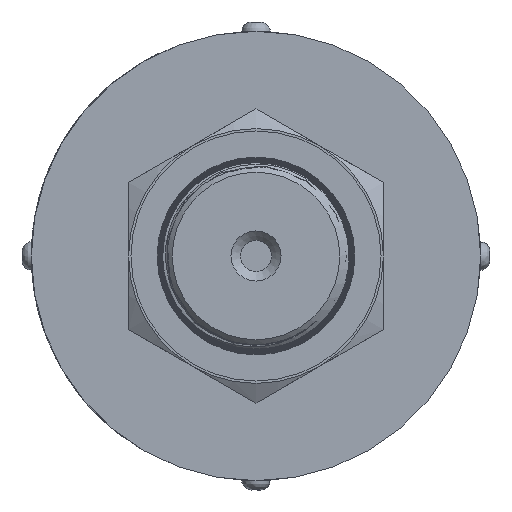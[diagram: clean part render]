
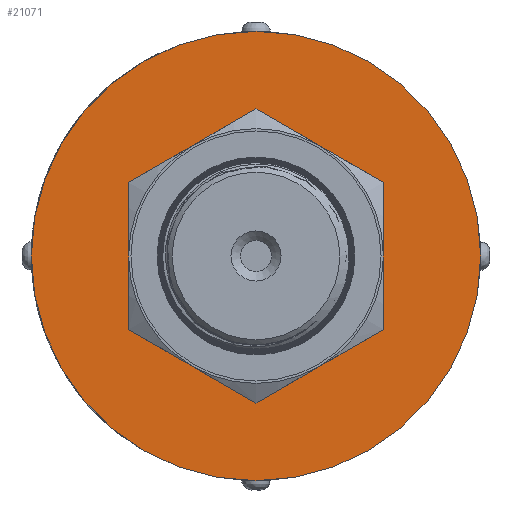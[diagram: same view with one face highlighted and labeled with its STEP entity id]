
A CAD part, left-side view. The second image highlights one B-rep face of the part: STEP entity #21071.
In plain terms, the highlighted face is planar.
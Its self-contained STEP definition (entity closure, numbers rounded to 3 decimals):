
#381=FACE_BOUND('',#2791,.T.);
#1053=PLANE('',#22457);
#1556=FACE_OUTER_BOUND('',#2790,.T.);
#2790=EDGE_LOOP('',(#14954));
#2791=EDGE_LOOP('',(#14955));
#4038=CIRCLE('',#22456,13.25);
#4039=CIRCLE('',#22458,23.813);
#8950=VERTEX_POINT('',#36701);
#8951=VERTEX_POINT('',#36705);
#11278=EDGE_CURVE('',#8950,#8950,#4038,.T.);
#11279=EDGE_CURVE('',#8951,#8951,#4039,.T.);
#14954=ORIENTED_EDGE('',*,*,#11279,.F.);
#14955=ORIENTED_EDGE('',*,*,#11278,.T.);
#21071=ADVANCED_FACE('',(#1556,#381),#1053,.T.);
#22456=AXIS2_PLACEMENT_3D('',#36703,#23925,#23926);
#22457=AXIS2_PLACEMENT_3D('',#36704,#23927,#23928);
#22458=AXIS2_PLACEMENT_3D('',#36706,#23929,#23930);
#23925=DIRECTION('center_axis',(-1.,0.,0.));
#23926=DIRECTION('ref_axis',(0.,0.,
1.));
#23927=DIRECTION('center_axis',(1.,0.,0.));
#23928=DIRECTION('ref_axis',(0.,0.,
-1.));
#23929=DIRECTION('center_axis',(-1.,0.,0.));
#23930=DIRECTION('ref_axis',(0.,0.,
1.));
#36701=CARTESIAN_POINT('',(34.,-13.25,0.));
#36703=CARTESIAN_POINT('Origin',(34.,0.,0.));
#36704=CARTESIAN_POINT('Origin',(34.,23.813,0.));
#36705=CARTESIAN_POINT('',(34.,-23.813,0.));
#36706=CARTESIAN_POINT('Origin',(34.,0.,0.));
